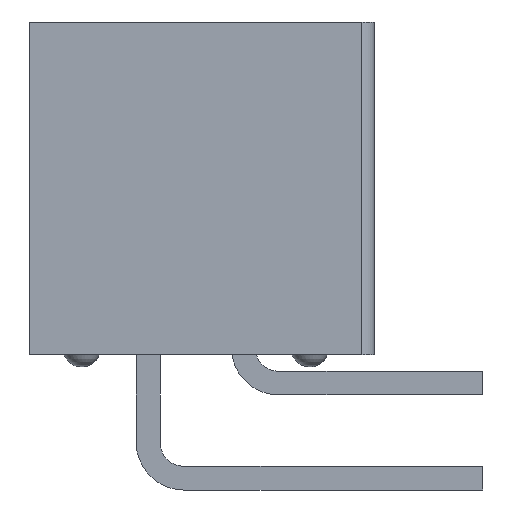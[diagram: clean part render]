
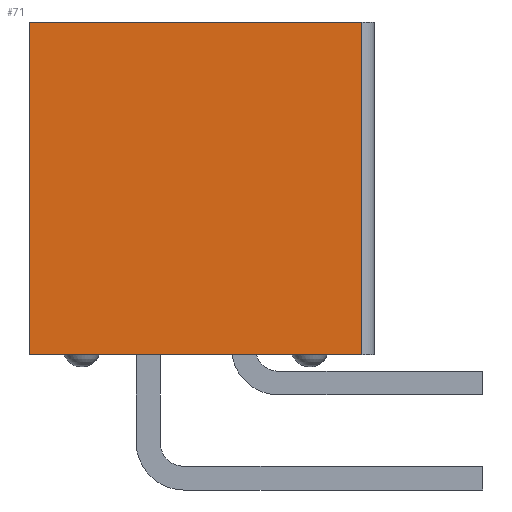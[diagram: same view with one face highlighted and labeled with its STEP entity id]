
A CAD part, left-side view. The second image highlights one B-rep face of the part: STEP entity #71.
In plain terms, the highlighted planar face has unit normal (-1, 0, 0).
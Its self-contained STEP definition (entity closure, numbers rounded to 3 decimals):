
#71=ADVANCED_FACE('',(#299),#300,.T.);
#299=FACE_OUTER_BOUND('',#678,.T.);
#300=PLANE('',#679);
#678=EDGE_LOOP('',(#1296,#1297,#1298,#1299));
#679=AXIS2_PLACEMENT_3D('',#1300,#1301,#1302);
#1296=ORIENTED_EDGE('',*,*,#2451,.T.);
#1297=ORIENTED_EDGE('',*,*,#2534,.F.);
#1298=ORIENTED_EDGE('',*,*,#2601,.F.);
#1299=ORIENTED_EDGE('',*,*,#2433,.T.);
#1300=CARTESIAN_POINT('',(-10.16,4.445,0.0));
#1301=DIRECTION('',(-1.0,0.0,0.0));
#1302=DIRECTION('',(0.0,0.0,1.0));
#2433=EDGE_CURVE('',#2899,#2897,#2900,.T.);
#2451=EDGE_CURVE('',#2897,#2930,#2932,.T.);
#2534=EDGE_CURVE('',#3079,#2930,#3081,.T.);
#2601=EDGE_CURVE('',#2899,#3079,#3208,.T.);
#2897=VERTEX_POINT('',#3664);
#2899=VERTEX_POINT('',#3667);
#2900=LINE('',#3668,#3669);
#2930=VERTEX_POINT('',#3712);
#2932=LINE('',#3715,#3716);
#3079=VERTEX_POINT('',#3943);
#3081=LINE('',#3946,#3947);
#3208=LINE('',#4129,#4130);
#3664=CARTESIAN_POINT('',(-10.16,4.445,0.0));
#3667=CARTESIAN_POINT('',(-10.16,-4.445,0.0));
#3668=CARTESIAN_POINT('',(-10.16,-4.445,0.0));
#3669=VECTOR('',#4809,8.89);
#3712=CARTESIAN_POINT('',(-10.16,4.445,-8.89));
#3715=CARTESIAN_POINT('',(-10.16,4.445,0.0));
#3716=VECTOR('',#4833,8.89);
#3943=CARTESIAN_POINT('',(-10.16,-4.445,-8.89));
#3946=CARTESIAN_POINT('',(-10.16,-4.445,-8.89));
#3947=VECTOR('',#4918,8.89);
#4129=CARTESIAN_POINT('',(-10.16,-4.445,0.0));
#4130=VECTOR('',#5007,8.89);
#4809=DIRECTION('',(0.0,1.0,0.0));
#4833=DIRECTION('',(0.0,0.0,-1.0));
#4918=DIRECTION('',(0.0,1.0,0.0));
#5007=DIRECTION('',(0.0,0.0,-1.0));
